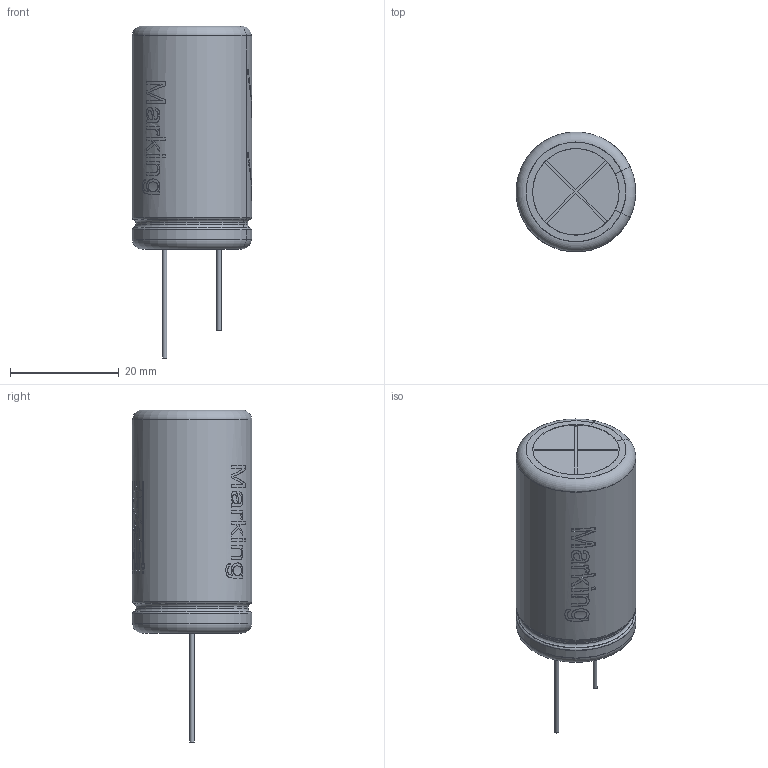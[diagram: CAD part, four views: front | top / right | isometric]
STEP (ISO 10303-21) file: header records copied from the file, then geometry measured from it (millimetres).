
FILE_DESCRIPTION(/* description */ ('Unknown','CAx-IF Rec.Pracs.---Representation and Presentation of Product Manufacturing Information (PMI)---4.0---2014-10-13','CAx-IF Rec.Pracs.---3D Tessellated Geometry---0.4---2014-09-14','2;1'),/* implementation_level */ '2;1');
FILE_NAME(/* name */ 'CP_Wurth_WCAP-ATG8-P10D22L41',/* time_stamp */ '2024-12-17T13:44:05+08:00',/* author */ ('Unknown'),/* organization */ ('Unknown'),/* preprocessor_version */ 'ST-DEVELOPER v16.7',/* originating_system */ 'Solid Edge',/* authorisation */ 'Unknown');
FILE_SCHEMA (('AP242_MANAGED_MODEL_BASED_3D_ENGINEERING_MIM_LF { 1 0 10303 442 1 1 4 }'));
Length unit declared in the file: millimetre
Products named in the file (2): CP_Wurth_WCAP-ATG8-P10D22L41
Assembly tree (1 placements, depth 2):
  CP_Wurth_WCAP-ATG8-P10D22L41
    CP_Wurth_WCAP-ATG8-P10D22L41
Bounding box: 21.95 x 21.96 x 61 mm (x, y, z)
Volume: 15332.1 mm3; surface area: 10377 mm2
Topology: 3 solids, 3 shells, 515 faces, 1294 edges, 857 vertices
Faces by surface type: plane 310, cylinder 98, bspline 83, torus 24
Full cylindrical faces by diameter (mm): 0.8 x2, 2.444 x1, 3.056 x1, 4.889 x1, 5.5 x1, 8.556 x1, 9.167 x1, 12.222 x1, 12.833 x1, 14.667 x1, 15.278 x1, 15.889 x2, 18.211 x1, 18.334 x1, 20.402 x1, 20.422 x1, 21.78 x2, 21.8 x2
Entity records: 28197 total; most frequent: CARTESIAN_POINT 12633, ORIENTED_EDGE 2498, DIRECTION 2295, EDGE_CURVE 1249, VERTEX_POINT 855, AXIS2_PLACEMENT_3D 818, LINE 659, VECTOR 659
